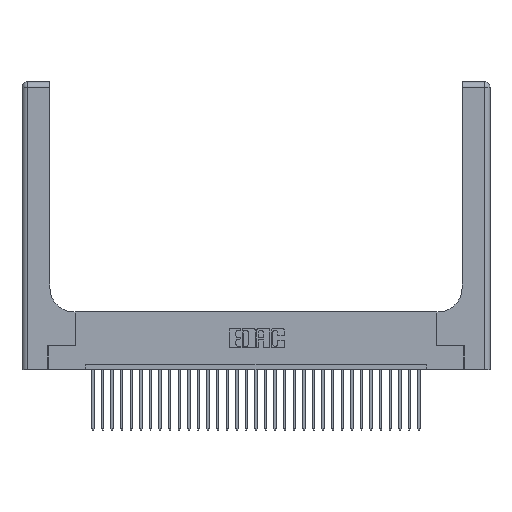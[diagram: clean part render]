
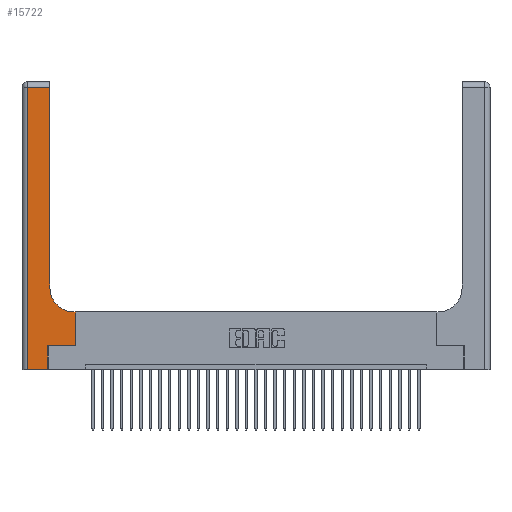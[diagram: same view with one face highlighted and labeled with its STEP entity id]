
A CAD part, top view. The second image highlights one B-rep face of the part: STEP entity #15722.
In plain terms, the highlighted planar face has unit normal (0, 0, 1).
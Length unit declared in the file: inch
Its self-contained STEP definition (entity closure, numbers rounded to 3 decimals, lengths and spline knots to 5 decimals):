
#662 = ORIENTED_EDGE ( 'NONE', *, *, #17013, .T. ) ;
#755 = VERTEX_POINT ( 'NONE', #16591 ) ;
#1054 = ORIENTED_EDGE ( 'NONE', *, *, #17341, .T. ) ;
#1635 = EDGE_CURVE ( 'NONE', #755, #7153, #7936, .T. ) ;
#1702 = CARTESIAN_POINT ( 'NONE',  ( 0.5415, 0.6, 0.37 ) ) ;
#1712 = PLANE ( 'NONE',  #5293 ) ;
#1921 = CARTESIAN_POINT ( 'NONE',  ( 0.2915, 0.85, 0.37 ) ) ;
#2207 = AXIS2_PLACEMENT_3D ( 'NONE', #25631, #2937, #8076 ) ;
#2268 = VECTOR ( 'NONE', #21926, 39.37008 ) ;
#2287 = DIRECTION ( 'NONE',  ( 1., 0., 0. ) ) ;
#2450 = CARTESIAN_POINT ( 'NONE',  ( 0.269, 0., 0.37 ) ) ;
#2612 = EDGE_CURVE ( 'NONE', #28097, #26941, #30701, .T. ) ;
#2632 = LINE ( 'NONE', #14227, #2268 ) ;
#2877 = CARTESIAN_POINT ( 'NONE',  ( 0.5585, 0.6, 0.37 ) ) ;
#2937 = DIRECTION ( 'NONE',  ( 0., 0., -1. ) ) ;
#3471 = ORIENTED_EDGE ( 'NONE', *, *, #1635, .T. ) ;
#3516 = ORIENTED_EDGE ( 'NONE', *, *, #31988, .T. ) ;
#3919 = FACE_OUTER_BOUND ( 'NONE', #4094, .T. ) ;
#4094 = EDGE_LOOP ( 'NONE', ( #28090, #3471, #30346, #24929, #5207, #3516, #30679, #1054, #662 ) ) ;
#4567 = CARTESIAN_POINT ( 'NONE',  ( 0., 3., 0.37 ) ) ;
#5207 = ORIENTED_EDGE ( 'NONE', *, *, #14368, .T. ) ;
#5293 = AXIS2_PLACEMENT_3D ( 'NONE', #4567, #26615, #11582 ) ;
#6381 = CARTESIAN_POINT ( 'NONE',  ( 0., 0., 0.37 ) ) ;
#7153 = VERTEX_POINT ( 'NONE', #30660 ) ;
#7781 = DIRECTION ( 'NONE',  ( 0., 1., 0. ) ) ;
#7924 = CARTESIAN_POINT ( 'NONE',  ( 0., 2.94, 0.37 ) ) ;
#7936 = LINE ( 'NONE', #7924, #17366 ) ;
#8032 = DIRECTION ( 'NONE',  ( -1., 0., 0. ) ) ;
#8076 = DIRECTION ( 'NONE',  ( 1., 0., 0. ) ) ;
#8530 = CARTESIAN_POINT ( 'NONE',  ( 0.06, 0., 0.37 ) ) ;
#9483 = CARTESIAN_POINT ( 'NONE',  ( 0.5585, 0.25, 0.37 ) ) ;
#9671 = CIRCLE ( 'NONE', #2207, 0.25 ) ;
#9697 = DIRECTION ( 'NONE',  ( 0., 1., 0. ) ) ;
#11582 = DIRECTION ( 'NONE',  ( -1., 0., 0. ) ) ;
#11616 = LINE ( 'NONE', #17346, #23805 ) ;
#14227 = CARTESIAN_POINT ( 'NONE',  ( 0.06, 3., 0.37 ) ) ;
#14368 = EDGE_CURVE ( 'NONE', #30867, #29966, #32493, .T. ) ;
#14664 = LINE ( 'NONE', #18827, #28775 ) ;
#15258 = DIRECTION ( 'NONE',  ( -1., 0., 0. ) ) ;
#15722 = ADVANCED_FACE ( 'NONE', ( #3919 ), #1712, .F. ) ;
#16484 = EDGE_CURVE ( 'NONE', #7153, #22554, #2632, .T. ) ;
#16591 = CARTESIAN_POINT ( 'NONE',  ( 0.2915, 2.94, 0.37 ) ) ;
#17013 = EDGE_CURVE ( 'NONE', #24325, #23926, #9671, .T. ) ;
#17341 = EDGE_CURVE ( 'NONE', #26941, #24325, #11616, .T. ) ;
#17346 = CARTESIAN_POINT ( 'NONE',  ( 0.2915, 0.6, 0.37 ) ) ;
#17366 = VECTOR ( 'NONE', #8032, 39.37008 ) ;
#18587 = EDGE_CURVE ( 'NONE', #23926, #755, #14664, .T. ) ;
#18827 = CARTESIAN_POINT ( 'NONE',  ( 0.2915, 3., 0.37 ) ) ;
#20160 = LINE ( 'NONE', #6381, #30769 ) ;
#21926 = DIRECTION ( 'NONE',  ( 0., -1., 0. ) ) ;
#22198 = CARTESIAN_POINT ( 'NONE',  ( 0.269, 0.25, 0.37 ) ) ;
#22554 = VERTEX_POINT ( 'NONE', #8530 ) ;
#23805 = VECTOR ( 'NONE', #15258, 39.37008 ) ;
#23926 = VERTEX_POINT ( 'NONE', #1921 ) ;
#24073 = VECTOR ( 'NONE', #9697, 39.37008 ) ;
#24325 = VERTEX_POINT ( 'NONE', #1702 ) ;
#24929 = ORIENTED_EDGE ( 'NONE', *, *, #29803, .T. ) ;
#25631 = CARTESIAN_POINT ( 'NONE',  ( 0.5415, 0.85, 0.37 ) ) ;
#26615 = DIRECTION ( 'NONE',  ( 0., 0., -1. ) ) ;
#26704 = LINE ( 'NONE', #27298, #32205 ) ;
#26941 = VERTEX_POINT ( 'NONE', #2877 ) ;
#27298 = CARTESIAN_POINT ( 'NONE',  ( 0.269, 0.25, 0.37 ) ) ;
#27310 = CARTESIAN_POINT ( 'NONE',  ( 0.5585, 0.25, 0.37 ) ) ;
#27757 = CARTESIAN_POINT ( 'NONE',  ( 0.269, 0., 0.37 ) ) ;
#27907 = DIRECTION ( 'NONE',  ( 0., 1., 0. ) ) ;
#27915 = VECTOR ( 'NONE', #7781, 39.37008 ) ;
#28090 = ORIENTED_EDGE ( 'NONE', *, *, #18587, .T. ) ;
#28097 = VERTEX_POINT ( 'NONE', #27310 ) ;
#28775 = VECTOR ( 'NONE', #27907, 39.37008 ) ;
#29703 = DIRECTION ( 'NONE',  ( 1., 0., 0. ) ) ;
#29803 = EDGE_CURVE ( 'NONE', #22554, #30867, #20160, .T. ) ;
#29966 = VERTEX_POINT ( 'NONE', #22198 ) ;
#30346 = ORIENTED_EDGE ( 'NONE', *, *, #16484, .T. ) ;
#30660 = CARTESIAN_POINT ( 'NONE',  ( 0.06, 2.94, 0.37 ) ) ;
#30679 = ORIENTED_EDGE ( 'NONE', *, *, #2612, .T. ) ;
#30701 = LINE ( 'NONE', #9483, #24073 ) ;
#30769 = VECTOR ( 'NONE', #29703, 39.37008 ) ;
#30867 = VERTEX_POINT ( 'NONE', #2450 ) ;
#31988 = EDGE_CURVE ( 'NONE', #29966, #28097, #26704, .T. ) ;
#32205 = VECTOR ( 'NONE', #2287, 39.37008 ) ;
#32493 = LINE ( 'NONE', #27757, #27915 ) ;
